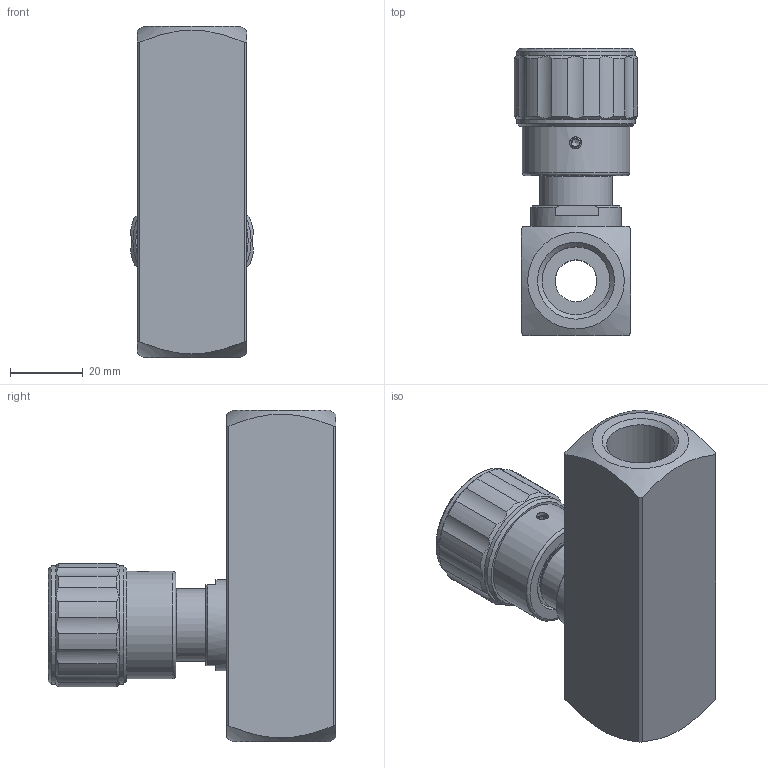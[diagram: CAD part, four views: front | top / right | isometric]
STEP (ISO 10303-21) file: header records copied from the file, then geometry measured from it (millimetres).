
FILE_DESCRIPTION(/* description */ (''),/* implementation_level */ '2;1');
FILE_NAME(/* name */ 'GF2GGT3.stp',/* time_stamp */ '2024-05-24T14:31:07+02:00',/* author */ ('francesca.patelli'),/* organization */ (''),/* preprocessor_version */ 'ST-DEVELOPER v20',/* originating_system */ 'Autodesk Inventor 2024',/* authorisation */ '');
FILE_SCHEMA (('AUTOMOTIVE_DESIGN { 1 0 10303 214 3 1 1 }'));
Length unit declared in the file: millimetre
Products named in the file (1): Parte3
Bounding box: 33.93 x 78.97 x 91 mm (x, y, z)
Volume: 98696.2 mm3; surface area: 22081.9 mm2
Topology: 1 solids, 2 shells, 199 faces, 551 edges, 352 vertices
Faces by surface type: cylinder 89, plane 87, cone 18, torus 5
Full cylindrical faces by diameter (mm): 3.242 x1, 4 x1, 4.3 x1, 7 x1, 8.5 x1, 11.5 x1, 17.9 x1, 18.631 x2, 20 x1, 21 x1, 22.938 x1, 25 x1, 26 x1, 29.5 x1, 32.5 x2
Entity records: 6839 total; most frequent: CARTESIAN_POINT 1408, DIRECTION 1118, ORIENTED_EDGE 1098, EDGE_CURVE 549, AXIS2_PLACEMENT_3D 424, VERTEX_POINT 352, LINE 270, VECTOR 270
